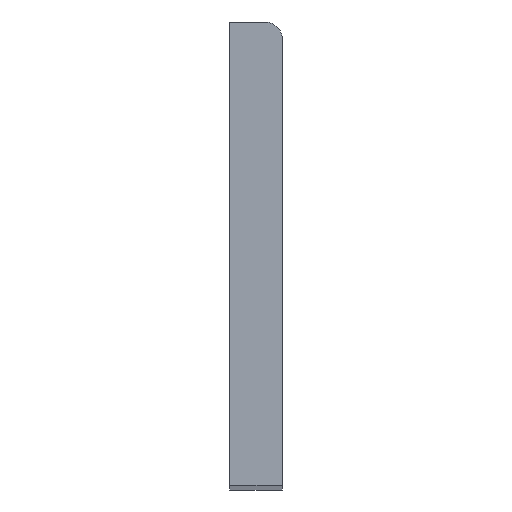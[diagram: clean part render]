
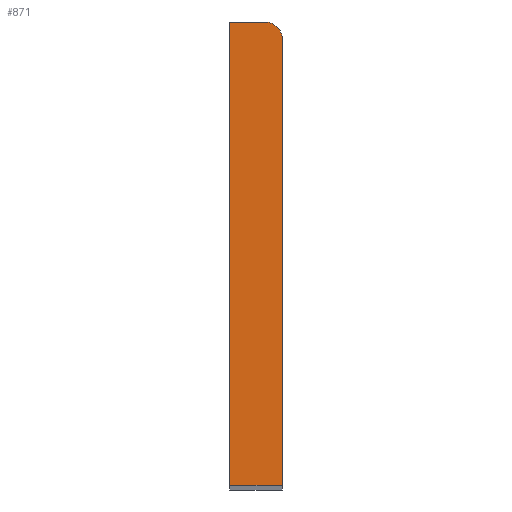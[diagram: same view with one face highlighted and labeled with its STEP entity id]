
A CAD part, top view. The second image highlights one B-rep face of the part: STEP entity #871.
In plain terms, the highlighted planar face has unit normal (0, 0, 1).
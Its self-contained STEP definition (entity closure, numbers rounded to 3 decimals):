
#56=PLANE('',#932);
#95=FACE_OUTER_BOUND('',#145,.T.);
#145=EDGE_LOOP('',(#668,#669,#670,#671,#672));
#195=LINE('',#1201,#307);
#230=LINE('',#1277,#342);
#231=LINE('',#1279,#343);
#232=LINE('',#1280,#344);
#307=VECTOR('',#987,1.);
#342=VECTOR('',#1030,1.);
#343=VECTOR('',#1031,1.);
#344=VECTOR('',#1032,1.);
#418=CIRCLE('',#927,1.);
#427=VERTEX_POINT('',#1194);
#428=VERTEX_POINT('',#1196);
#429=VERTEX_POINT('',#1200);
#466=VERTEX_POINT('',#1276);
#467=VERTEX_POINT('',#1278);
#507=EDGE_CURVE('',#427,#428,#418,.T.);
#509=EDGE_CURVE('',#429,#428,#195,.T.);
#547=EDGE_CURVE('',#466,#427,#230,.T.);
#548=EDGE_CURVE('',#467,#466,#231,.T.);
#549=EDGE_CURVE('',#467,#429,#232,.T.);
#668=ORIENTED_EDGE('',*,*,#507,.F.);
#669=ORIENTED_EDGE('',*,*,#547,.F.);
#670=ORIENTED_EDGE('',*,*,#548,.F.);
#671=ORIENTED_EDGE('',*,*,#549,.T.);
#672=ORIENTED_EDGE('',*,*,#509,.T.);
#871=ADVANCED_FACE('',(#95),#56,.T.);
#927=AXIS2_PLACEMENT_3D('',#1197,#982,#983);
#932=AXIS2_PLACEMENT_3D('',#1275,#1028,#1029);
#982=DIRECTION('center_axis',(0.,0.,-1.));
#983=DIRECTION('ref_axis',(0.707,0.707,0.));
#987=DIRECTION('',(0.,1.,0.));
#1028=DIRECTION('center_axis',(0.,0.,1.));
#1029=DIRECTION('ref_axis',(0.,1.,0.));
#1030=DIRECTION('',(1.,0.,0.));
#1031=DIRECTION('',(0.,1.,0.));
#1032=DIRECTION('',(1.,0.,0.));
#1194=CARTESIAN_POINT('',(2.,22.026,65.641));
#1196=CARTESIAN_POINT('',(3.,21.026,65.641));
#1197=CARTESIAN_POINT('Origin',(2.,21.026,65.641));
#1200=CARTESIAN_POINT('',(3.,-4.25,65.641));
#1201=CARTESIAN_POINT('',(3.,-4.25,65.641));
#1275=CARTESIAN_POINT('Origin',(0.,-4.25,65.641));
#1276=CARTESIAN_POINT('',(0.,22.026,65.641));
#1277=CARTESIAN_POINT('',(0.,22.026,65.641));
#1278=CARTESIAN_POINT('',(0.,-4.25,65.641));
#1279=CARTESIAN_POINT('',(0.,-4.25,65.641));
#1280=CARTESIAN_POINT('',(0.,-4.25,65.641));
